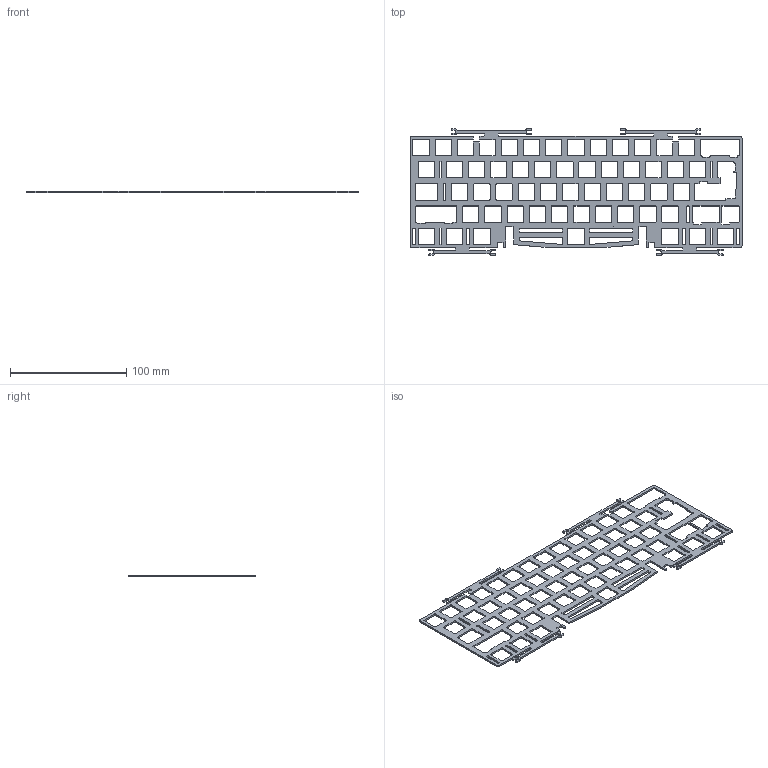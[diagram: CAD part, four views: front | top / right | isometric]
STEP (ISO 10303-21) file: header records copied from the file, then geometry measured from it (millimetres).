
FILE_DESCRIPTION(/* description */ (''),/* implementation_level */ '2;1');
FILE_NAME(/* name */ 'Protag Metal Plate.step',/* time_stamp */ '2025-04-26T15:52:15-04:00',/* author */ (''),/* organization */ (''),/* preprocessor_version */ 'ST-DEVELOPER v20.1',/* originating_system */ 'Autodesk Translation Framework v14.4.0.0',/* authorisation */ '');
FILE_SCHEMA (('AUTOMOTIVE_DESIGN { 1 0 10303 214 3 1 1 }'));
Length unit declared in the file: millimetre
Products named in the file (2): Protag Metal Plate; Alu_Plate
Assembly tree (1 placements, depth 2):
  Protag Metal Plate
    Alu_Plate
Bounding box: 285.75 x 109.28 x 1.6 mm (x, y, z)
Volume: 20633.5 mm3; surface area: 35797.4 mm2
Topology: 1 solids, 1 shells, 926 faces, 2763 edges, 1842 vertices
Faces by surface type: plane 468, cylinder 457, bspline 1
Entity records: 31711 total; most frequent: CARTESIAN_POINT 5541, DIRECTION 5535, ORIENTED_EDGE 5526, EDGE_CURVE 2763, LINE 1847, VECTOR 1847, AXIS2_PLACEMENT_3D 1844, VERTEX_POINT 1842
